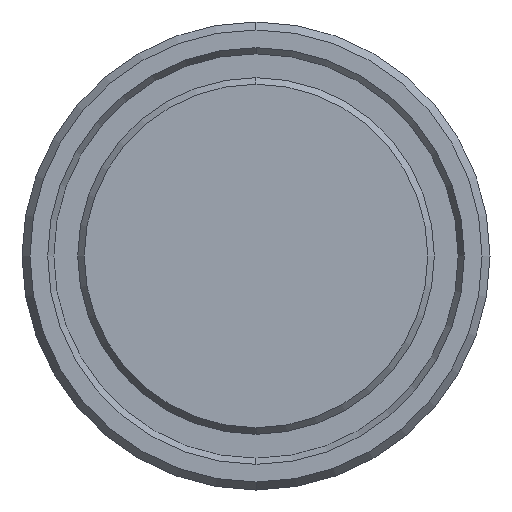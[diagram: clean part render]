
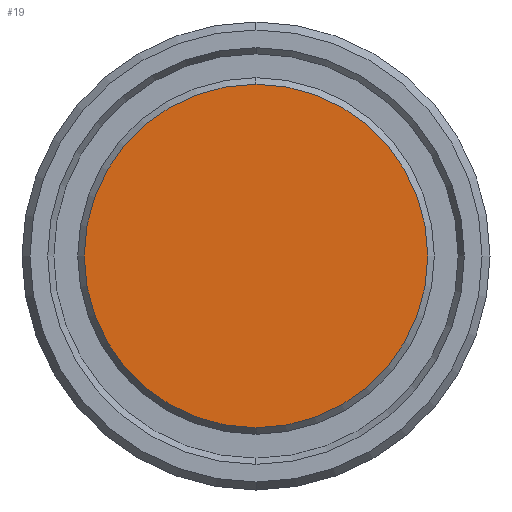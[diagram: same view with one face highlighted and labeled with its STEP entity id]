
A CAD part, left-side view. The second image highlights one B-rep face of the part: STEP entity #19.
In plain terms, the highlighted planar face has unit normal (-1, 0, 0).
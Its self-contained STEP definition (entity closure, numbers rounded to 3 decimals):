
#19 = ADVANCED_FACE ( 'NONE', ( #286 ), #437, .F. ) ;
#38 = DIRECTION ( 'NONE',  ( 0., 0., 1. ) ) ;
#52 = CIRCLE ( 'NONE', #379, 21.584 ) ;
#119 = EDGE_CURVE ( 'NONE', #531, #397, #52, .T. ) ;
#132 = ORIENTED_EDGE ( 'NONE', *, *, #493, .T. ) ;
#133 = CIRCLE ( 'NONE', #159, 21.584 ) ;
#159 = AXIS2_PLACEMENT_3D ( 'NONE', #186, #436, #640 ) ;
#186 = CARTESIAN_POINT ( 'NONE',  ( -1.079, 0., 0. ) ) ;
#286 = FACE_OUTER_BOUND ( 'NONE', #419, .T. ) ;
#289 = CARTESIAN_POINT ( 'NONE',  ( -1.079, 0., 0. ) ) ;
#349 = CARTESIAN_POINT ( 'NONE',  ( -1.079, 0., 0. ) ) ;
#353 = AXIS2_PLACEMENT_3D ( 'NONE', #289, #650, #386 ) ;
#379 = AXIS2_PLACEMENT_3D ( 'NONE', #349, #654, #38 ) ;
#386 = DIRECTION ( 'NONE',  ( 0., 0., -1. ) ) ;
#397 = VERTEX_POINT ( 'NONE', #578 ) ;
#419 = EDGE_LOOP ( 'NONE', ( #593, #132 ) ) ;
#436 = DIRECTION ( 'NONE',  ( -1., 0., 0. ) ) ;
#437 = PLANE ( 'NONE',  #353 ) ;
#493 = EDGE_CURVE ( 'NONE', #397, #531, #133, .T. ) ;
#531 = VERTEX_POINT ( 'NONE', #557 ) ;
#557 = CARTESIAN_POINT ( 'NONE',  ( -1.079, 0., -21.584 ) ) ;
#578 = CARTESIAN_POINT ( 'NONE',  ( -1.079, 0., 21.584 ) ) ;
#593 = ORIENTED_EDGE ( 'NONE', *, *, #119, .T. ) ;
#640 = DIRECTION ( 'NONE',  ( 0., 0., 1. ) ) ;
#650 = DIRECTION ( 'NONE',  ( 1., 0., 0. ) ) ;
#654 = DIRECTION ( 'NONE',  ( -1., 0., 0. ) ) ;
